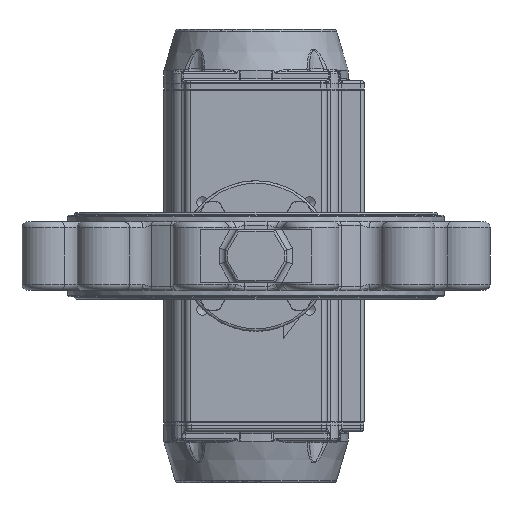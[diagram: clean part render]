
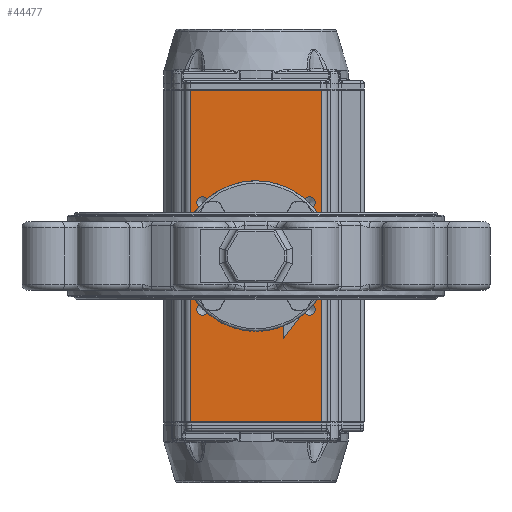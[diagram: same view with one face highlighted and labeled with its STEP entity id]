
A CAD part, front view. The second image highlights one B-rep face of the part: STEP entity #44477.
In plain terms, the highlighted planar face has unit normal (0, -1, 0).
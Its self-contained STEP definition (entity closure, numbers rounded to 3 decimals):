
#2163=LINE('',#74215,#4630);
#2164=LINE('',#74217,#4631);
#2165=LINE('',#74219,#4632);
#2166=LINE('',#74221,#4633);
#4630=VECTOR('',#55041,1000.);
#4631=VECTOR('',#55044,1000.);
#4632=VECTOR('',#55045,1000.);
#4633=VECTOR('',#55046,1000.);
#12475=ORIENTED_EDGE('',*,*,#24347,.F.);
#12476=ORIENTED_EDGE('',*,*,#24346,.T.);
#12477=ORIENTED_EDGE('',*,*,#24348,.T.);
#12478=ORIENTED_EDGE('',*,*,#24349,.F.);
#12479=ORIENTED_EDGE('',*,*,#24350,.T.);
#12480=ORIENTED_EDGE('',*,*,#24351,.T.);
#12481=ORIENTED_EDGE('',*,*,#24352,.T.);
#12482=ORIENTED_EDGE('',*,*,#24353,.T.);
#12483=ORIENTED_EDGE('',*,*,#24354,.T.);
#12484=ORIENTED_EDGE('',*,*,#24355,.T.);
#12485=ORIENTED_EDGE('',*,*,#24356,.T.);
#12486=ORIENTED_EDGE('',*,*,#24357,.T.);
#12487=ORIENTED_EDGE('',*,*,#24358,.T.);
#24346=EDGE_CURVE('',#30522,#30523,#2163,.T.);
#24347=EDGE_CURVE('',#30522,#30524,#2164,.T.);
#24348=EDGE_CURVE('',#30523,#30525,#2165,.T.);
#24349=EDGE_CURVE('',#30524,#30525,#2166,.T.);
#24350=EDGE_CURVE('',#30526,#30526,#34494,.T.);
#24351=EDGE_CURVE('',#30527,#30527,#34495,.T.);
#24352=EDGE_CURVE('',#30528,#30528,#34496,.T.);
#24353=EDGE_CURVE('',#30529,#30529,#34497,.T.);
#24354=EDGE_CURVE('',#30530,#30530,#34498,.T.);
#24355=EDGE_CURVE('',#30531,#30531,#34499,.T.);
#24356=EDGE_CURVE('',#30532,#30532,#34500,.T.);
#24357=EDGE_CURVE('',#30533,#30533,#34501,.T.);
#24358=EDGE_CURVE('',#30534,#30534,#34502,.T.);
#30522=VERTEX_POINT('',#74212);
#30523=VERTEX_POINT('',#74214);
#30524=VERTEX_POINT('',#74218);
#30525=VERTEX_POINT('',#74220);
#30526=VERTEX_POINT('',#74223);
#30527=VERTEX_POINT('',#74225);
#30528=VERTEX_POINT('',#74227);
#30529=VERTEX_POINT('',#74229);
#30530=VERTEX_POINT('',#74231);
#30531=VERTEX_POINT('',#74233);
#30532=VERTEX_POINT('',#74235);
#30533=VERTEX_POINT('',#74237);
#30534=VERTEX_POINT('',#74239);
#34494=CIRCLE('',#48594,4.188);
#34495=CIRCLE('',#48595,4.188);
#34496=CIRCLE('',#48596,4.188);
#34497=CIRCLE('',#48597,4.188);
#34498=CIRCLE('',#48598,5.053);
#34499=CIRCLE('',#48599,5.053);
#34500=CIRCLE('',#48600,5.053);
#34501=CIRCLE('',#48601,5.053);
#34502=CIRCLE('',#48602,32.481);
#36915=EDGE_LOOP('',(#12475,#12476,#12477,#12478));
#36916=EDGE_LOOP('',(#12479));
#36917=EDGE_LOOP('',(#12480));
#36918=EDGE_LOOP('',(#12481));
#36919=EDGE_LOOP('',(#12482));
#36920=EDGE_LOOP('',(#12483));
#36921=EDGE_LOOP('',(#12484));
#36922=EDGE_LOOP('',(#12485));
#36923=EDGE_LOOP('',(#12486));
#36924=EDGE_LOOP('',(#12487));
#40336=FACE_BOUND('',#36915,.T.);
#40337=FACE_BOUND('',#36916,.T.);
#40338=FACE_BOUND('',#36917,.T.);
#40339=FACE_BOUND('',#36918,.T.);
#40340=FACE_BOUND('',#36919,.T.);
#40341=FACE_BOUND('',#36920,.T.);
#40342=FACE_BOUND('',#36921,.T.);
#40343=FACE_BOUND('',#36922,.T.);
#40344=FACE_BOUND('',#36923,.T.);
#40345=FACE_BOUND('',#36924,.T.);
#43143=PLANE('',#48593);
#44477=ADVANCED_FACE('',(#40336,#40337,#40338,#40339,#40340,#40341,#40342,
#40343,#40344,#40345),#43143,.T.);
#48593=AXIS2_PLACEMENT_3D('',#74216,#55042,#55043);
#48594=AXIS2_PLACEMENT_3D('',#74222,#55047,#55048);
#48595=AXIS2_PLACEMENT_3D('',#74224,#55049,#55050);
#48596=AXIS2_PLACEMENT_3D('',#74226,#55051,#55052);
#48597=AXIS2_PLACEMENT_3D('',#74228,#55053,#55054);
#48598=AXIS2_PLACEMENT_3D('',#74230,#55055,#55056);
#48599=AXIS2_PLACEMENT_3D('',#74232,#55057,#55058);
#48600=AXIS2_PLACEMENT_3D('',#74234,#55059,#55060);
#48601=AXIS2_PLACEMENT_3D('',#74236,#55061,#55062);
#48602=AXIS2_PLACEMENT_3D('',#74238,#55063,#55064);
#55041=DIRECTION('',(0.,0.,-1.));
#55042=DIRECTION('',(0.,-1.,0.));
#55043=DIRECTION('',(0.,0.,-1.));
#55044=DIRECTION('',(1.,0.,0.));
#55045=DIRECTION('',(1.,0.,0.));
#55046=DIRECTION('',(0.,0.,-1.));
#55047=DIRECTION('',(0.,1.,0.));
#55048=DIRECTION('',(0.,0.,-1.));
#55049=DIRECTION('',(0.,1.,0.));
#55050=DIRECTION('',(0.,0.,-1.));
#55051=DIRECTION('',(0.,1.,0.));
#55052=DIRECTION('',(0.,0.,-1.));
#55053=DIRECTION('',(0.,1.,0.));
#55054=DIRECTION('',(0.,0.,-1.));
#55055=DIRECTION('',(0.,1.,0.));
#55056=DIRECTION('',(0.,0.,-1.));
#55057=DIRECTION('',(0.,1.,0.));
#55058=DIRECTION('',(0.,0.,-1.));
#55059=DIRECTION('',(0.,1.,0.));
#55060=DIRECTION('',(0.,0.,-1.));
#55061=DIRECTION('',(0.,1.,0.));
#55062=DIRECTION('',(0.,0.,-1.));
#55063=DIRECTION('',(0.,1.,0.));
#55064=DIRECTION('',(0.,0.,-1.));
#74212=CARTESIAN_POINT('',(-54.,-89.,275.));
#74214=CARTESIAN_POINT('',(-54.,-89.,0.));
#74215=CARTESIAN_POINT('',(-54.,-89.,0.));
#74216=CARTESIAN_POINT('',(-54.,-89.,0.));
#74217=CARTESIAN_POINT('',(8.781,-89.,275.));
#74218=CARTESIAN_POINT('',(54.,-89.,275.));
#74219=CARTESIAN_POINT('',(8.781,-89.,0.));
#74220=CARTESIAN_POINT('',(54.,-89.,0.));
#74221=CARTESIAN_POINT('',(54.,-89.,0.));
#74222=CARTESIAN_POINT('',(36.062,-89.,173.562));
#74223=CARTESIAN_POINT('',(36.062,-89.,169.374));
#74224=CARTESIAN_POINT('',(-36.062,-89.,173.562));
#74225=CARTESIAN_POINT('',(-36.062,-89.,169.374));
#74226=CARTESIAN_POINT('',(-36.062,-89.,101.438));
#74227=CARTESIAN_POINT('',(-36.062,-89.,97.25));
#74228=CARTESIAN_POINT('',(36.062,-89.,101.438));
#74229=CARTESIAN_POINT('',(36.062,-89.,97.25));
#74230=CARTESIAN_POINT('',(-44.194,-89.,181.694));
#74231=CARTESIAN_POINT('',(-44.194,-89.,176.641));
#74232=CARTESIAN_POINT('',(-44.194,-89.,93.306));
#74233=CARTESIAN_POINT('',(-44.194,-89.,88.253));
#74234=CARTESIAN_POINT('',(44.194,-89.,93.306));
#74235=CARTESIAN_POINT('',(44.194,-89.,88.253));
#74236=CARTESIAN_POINT('',(44.194,-89.,181.694));
#74237=CARTESIAN_POINT('',(44.194,-89.,176.641));
#74238=CARTESIAN_POINT('',(0.,-89.,137.5));
#74239=CARTESIAN_POINT('',(0.,-89.,105.019));
